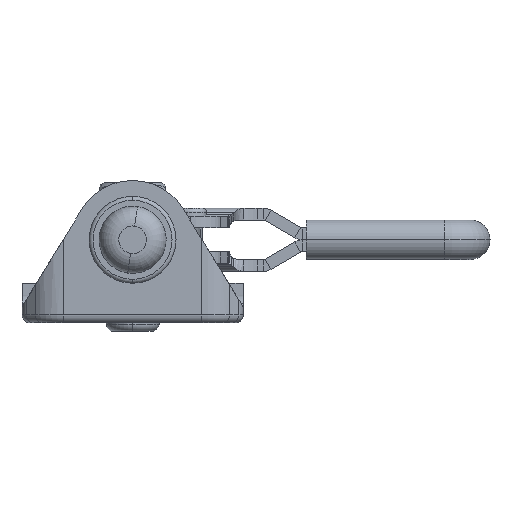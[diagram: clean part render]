
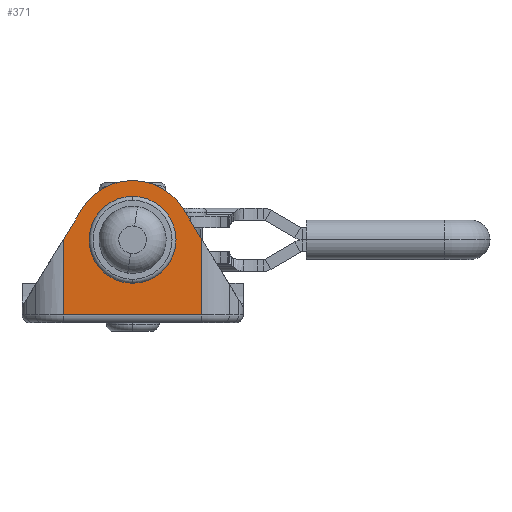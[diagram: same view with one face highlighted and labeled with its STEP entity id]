
A CAD part, left-side view. The second image highlights one B-rep face of the part: STEP entity #371.
In plain terms, the highlighted planar face has unit normal (-1, 0, 0).
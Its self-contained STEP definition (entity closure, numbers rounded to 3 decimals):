
#371 = ADVANCED_FACE ( 'NONE', ( #22190, #22196 ), #24436, .F. ) ;
#2853 = AXIS2_PLACEMENT_3D ( 'NONE', #29033, #29034, #29035 ) ;
#4356 = CIRCLE ( 'NONE', #2853, 5.5 ) ;
#7744 = CARTESIAN_POINT ( 'NONE',  ( -40., 21.254, 13.016 ) ) ;
#7745 = DIRECTION ( 'NONE',  ( 0., -0.522, 0.853 ) ) ;
#7749 = CARTESIAN_POINT ( 'NONE',  ( -40., 14., 10.5 ) ) ;
#7750 = DIRECTION ( 'NONE',  ( -1., 0., 0. ) ) ;
#7751 = DIRECTION ( 'NONE',  ( 0., 0., -1. ) ) ;
#7752 = CARTESIAN_POINT ( 'NONE',  ( -40., -0.891, 0.545 ) ) ;
#7753 = DIRECTION ( 'NONE',  ( 0., -0.522, -0.853 ) ) ;
#7754 = CARTESIAN_POINT ( 'NONE',  ( -40., 14., 10.5 ) ) ;
#7755 = DIRECTION ( 'NONE',  ( 1., 0., 0. ) ) ;
#7756 = DIRECTION ( 'NONE',  ( 0., 0., 1. ) ) ;
#7758 = CARTESIAN_POINT ( 'NONE',  ( -40., 22.75, 2. ) ) ;
#7759 = CARTESIAN_POINT ( 'NONE',  ( -40., 14., 10.5 ) ) ;
#7760 = DIRECTION ( 'NONE',  ( 1., 0., 0. ) ) ;
#7761 = DIRECTION ( 'NONE',  ( 0., 0., 1. ) ) ;
#7762 = CARTESIAN_POINT ( 'NONE',  ( -40., 5.25, 2. ) ) ;
#7763 = DIRECTION ( 'NONE',  ( 0., 0., -1. ) ) ;
#7764 = CARTESIAN_POINT ( 'NONE',  ( -40., 5.25, 1. ) ) ;
#7766 = DIRECTION ( 'NONE',  ( 0., -1., 0. ) ) ;
#7767 = DIRECTION ( 'NONE',  ( 0., 0., -1. ) ) ;
#8723 = LINE ( 'NONE', #7758, #8778 ) ;
#8749 = CIRCLE ( 'NONE', #21637, 5.5 ) ;
#8751 = LINE ( 'NONE', #7744, #8755 ) ;
#8753 = CIRCLE ( 'NONE', #21639, 7.5 ) ;
#8755 = VECTOR ( 'NONE', #7745, 1000. ) ;
#8757 = CIRCLE ( 'NONE', #21641, 7.5 ) ;
#8760 = LINE ( 'NONE', #7752, #8764 ) ;
#8762 = LINE ( 'NONE', #7762, #8769 ) ;
#8764 = VECTOR ( 'NONE', #7753, 1000. ) ;
#8767 = LINE ( 'NONE', #7764, #8774 ) ;
#8769 = VECTOR ( 'NONE', #7763, 1000. ) ;
#8774 = VECTOR ( 'NONE', #7766, 1000. ) ;
#8778 = VECTOR ( 'NONE', #7767, 1000. ) ;
#10341 = ORIENTED_EDGE ( 'NONE', *, *, #23356, .T. ) ;
#10342 = ORIENTED_EDGE ( 'NONE', *, *, #23355, .T. ) ;
#10343 = ORIENTED_EDGE ( 'NONE', *, *, #23354, .F. ) ;
#10344 = ORIENTED_EDGE ( 'NONE', *, *, #23353, .F. ) ;
#10345 = ORIENTED_EDGE ( 'NONE', *, *, #23352, .F. ) ;
#10346 = ORIENTED_EDGE ( 'NONE', *, *, #23351, .F. ) ;
#10347 = ORIENTED_EDGE ( 'NONE', *, *, #23350, .F. ) ;
#10348 = ORIENTED_EDGE ( 'NONE', *, *, #23349, .F. ) ;
#10349 = ORIENTED_EDGE ( 'NONE', *, *, #13743, .F. ) ;
#10642 = VERTEX_POINT ( 'NONE', #28377 ) ;
#10644 = VERTEX_POINT ( 'NONE', #28379 ) ;
#10999 = VERTEX_POINT ( 'NONE', #28618 ) ;
#11011 = VERTEX_POINT ( 'NONE', #28630 ) ;
#11019 = VERTEX_POINT ( 'NONE', #28638 ) ;
#11031 = VERTEX_POINT ( 'NONE', #28650 ) ;
#11044 = VERTEX_POINT ( 'NONE', #28663 ) ;
#11045 = VERTEX_POINT ( 'NONE', #28664 ) ;
#11046 = VERTEX_POINT ( 'NONE', #28665 ) ;
#13743 = EDGE_CURVE ( 'NONE', #10642, #10644, #4356, .T. ) ;
#14528 = AXIS2_PLACEMENT_3D ( 'NONE', #24432, #24441, #24442 ) ;
#21637 = AXIS2_PLACEMENT_3D ( 'NONE', #7749, #7750, #7751 ) ;
#21639 = AXIS2_PLACEMENT_3D ( 'NONE', #7754, #7755, #7756 ) ;
#21641 = AXIS2_PLACEMENT_3D ( 'NONE', #7759, #7760, #7761 ) ;
#22190 = FACE_OUTER_BOUND ( 'NONE', #28236, .T. ) ;
#22196 = FACE_BOUND ( 'NONE', #28247, .T. ) ;
#23349 = EDGE_CURVE ( 'NONE', #10644, #10642, #8749, .T. ) ;
#23350 = EDGE_CURVE ( 'NONE', #11031, #10999, #8751, .T. ) ;
#23351 = EDGE_CURVE ( 'NONE', #10999, #11044, #8753, .T. ) ;
#23352 = EDGE_CURVE ( 'NONE', #11044, #11011, #8757, .T. ) ;
#23353 = EDGE_CURVE ( 'NONE', #11011, #11045, #8760, .T. ) ;
#23354 = EDGE_CURVE ( 'NONE', #11045, #11046, #8762, .T. ) ;
#23355 = EDGE_CURVE ( 'NONE', #11019, #11046, #8767, .T. ) ;
#23356 = EDGE_CURVE ( 'NONE', #11031, #11019, #8723, .T. ) ;
#24432 = CARTESIAN_POINT ( 'NONE',  ( -40., 22.75, 2. ) ) ;
#24436 = PLANE ( 'NONE',  #14528 ) ;
#24441 = DIRECTION ( 'NONE',  ( 1., 0., 0. ) ) ;
#24442 = DIRECTION ( 'NONE',  ( 0., 0., -1. ) ) ;
#28236 = EDGE_LOOP ( 'NONE', ( #10341, #10342, #10343, #10344, #10345, #10346, #10347 ) ) ;
#28247 = EDGE_LOOP ( 'NONE', ( #10348, #10349 ) ) ;
#28377 = CARTESIAN_POINT ( 'NONE',  ( -40., 14., 16. ) ) ;
#28379 = CARTESIAN_POINT ( 'NONE',  ( -40., 14., 5. ) ) ;
#28618 = CARTESIAN_POINT ( 'NONE',  ( -40., 20.396, 14.417 ) ) ;
#28630 = CARTESIAN_POINT ( 'NONE',  ( -40., 7.604, 14.417 ) ) ;
#28638 = CARTESIAN_POINT ( 'NONE',  ( -40., 22.75, 1. ) ) ;
#28650 = CARTESIAN_POINT ( 'NONE',  ( -40., 22.75, 10.573 ) ) ;
#28663 = CARTESIAN_POINT ( 'NONE',  ( -40., 14., 18. ) ) ;
#28664 = CARTESIAN_POINT ( 'NONE',  ( -40., 5.25, 10.573 ) ) ;
#28665 = CARTESIAN_POINT ( 'NONE',  ( -40., 5.25, 1. ) ) ;
#29033 = CARTESIAN_POINT ( 'NONE',  ( -40., 14., 10.5 ) ) ;
#29034 = DIRECTION ( 'NONE',  ( -1., 0., 0. ) ) ;
#29035 = DIRECTION ( 'NONE',  ( 0., 0., -1. ) ) ;
